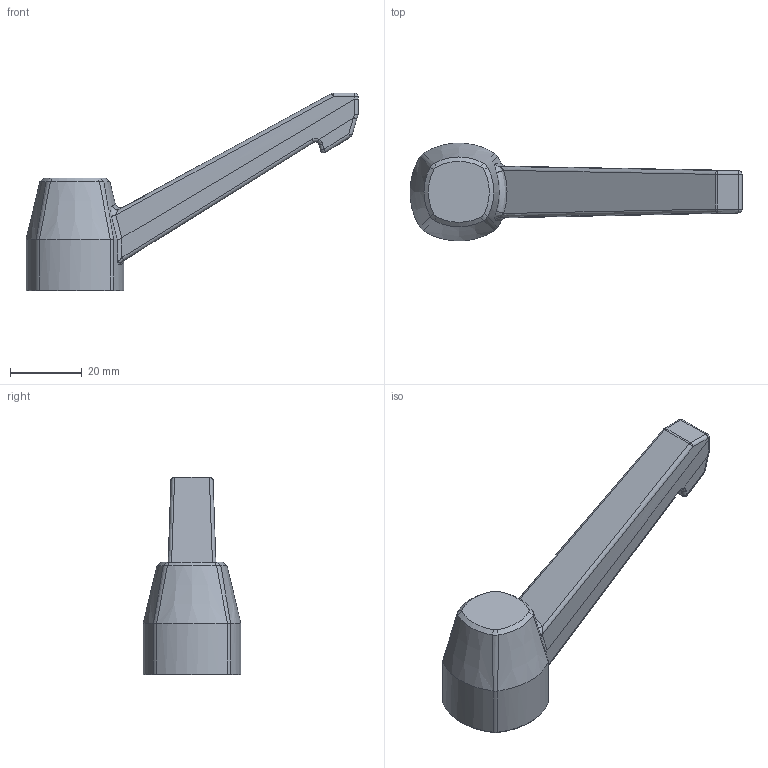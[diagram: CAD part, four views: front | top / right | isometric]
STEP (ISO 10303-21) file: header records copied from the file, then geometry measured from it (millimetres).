
FILE_DESCRIPTION( ( 'Unknown' ), '1' );
FILE_NAME( '7310055_MAB79_C_M10.stp', 'Unknown', ( 'Unknown' ), ( 'Unknown' ), 'PSStep 14.0', 'Unknown', ' ' );
FILE_SCHEMA( ( 'AUTOMOTIVE_DESIGN { 1 0 10303 214 1 1 1 1 }' ) );
Length unit declared in the file: millimetre
Products named in the file (1): 1
Bounding box: 92.64 x 27.27 x 55.2 mm (x, y, z)
Volume: 22589 mm3; surface area: 8831.5 mm2
Topology: 1 solids, 1 shells, 134 faces, 325 edges, 183 vertices
Faces by surface type: cylinder 47, bspline 46, plane 19, sphere 12, torus 8, cone 2
Full cylindrical faces by diameter (mm): 8.376 x2
Entity records: 7572 total; most frequent: CARTESIAN_POINT 3756, ORIENTED_EDGE 608, DIRECTION 515, EDGE_CURVE 304, AXIS2_PLACEMENT_3D 213, VERTEX_POINT 177, EDGE_LOOP 138, FACE_OUTER_BOUND 136
